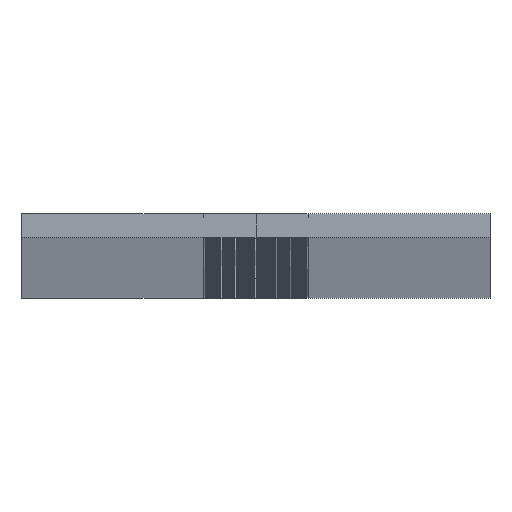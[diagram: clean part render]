
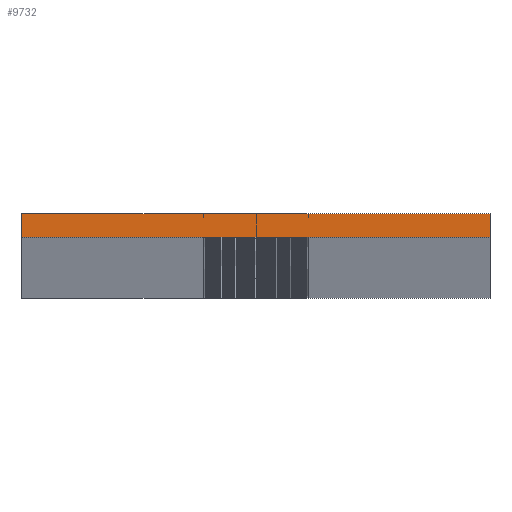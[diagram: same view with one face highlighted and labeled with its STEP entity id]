
A CAD part, top view. The second image highlights one B-rep face of the part: STEP entity #9732.
In plain terms, the highlighted planar face has unit normal (0, 0, 1).
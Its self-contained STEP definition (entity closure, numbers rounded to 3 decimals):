
#236 = DIRECTION ( 'NONE',  ( 0., 0., -1. ) ) ;
#287 = FACE_OUTER_BOUND ( 'NONE', #6481, .T. ) ;
#376 = EDGE_CURVE ( 'NONE', #6192, #7884, #4762, .T. ) ;
#958 = VERTEX_POINT ( 'NONE', #9583 ) ;
#1312 = DIRECTION ( 'NONE',  ( 0., 1., 0. ) ) ;
#1526 = CARTESIAN_POINT ( 'NONE',  ( -20., -2., 0. ) ) ;
#1626 = CARTESIAN_POINT ( 'NONE',  ( -20., 0., 0. ) ) ;
#2055 = VECTOR ( 'NONE', #7374, 1000. ) ;
#2083 = CARTESIAN_POINT ( 'NONE',  ( 20., 0., 0. ) ) ;
#2928 = EDGE_CURVE ( 'NONE', #7884, #7425, #3662, .T. ) ;
#3184 = ORIENTED_EDGE ( 'NONE', *, *, #2928, .F. ) ;
#3469 = VECTOR ( 'NONE', #4414, 1000. ) ;
#3607 = DIRECTION ( 'NONE',  ( -1., 0., 0. ) ) ;
#3662 = LINE ( 'NONE', #7658, #3469 ) ;
#3986 = ORIENTED_EDGE ( 'NONE', *, *, #376, .F. ) ;
#4189 = ORIENTED_EDGE ( 'NONE', *, *, #7958, .F. ) ;
#4414 = DIRECTION ( 'NONE',  ( 0., -1., 0. ) ) ;
#4762 = LINE ( 'NONE', #1626, #6258 ) ;
#5277 = EDGE_CURVE ( 'NONE', #958, #7425, #8966, .T. ) ;
#5434 = CARTESIAN_POINT ( 'NONE',  ( -20., 0., 0. ) ) ;
#6192 = VERTEX_POINT ( 'NONE', #5434 ) ;
#6258 = VECTOR ( 'NONE', #6546, 1000. ) ;
#6481 = EDGE_LOOP ( 'NONE', ( #10642, #3184, #3986, #4189 ) ) ;
#6546 = DIRECTION ( 'NONE',  ( 1., 0., 0. ) ) ;
#7112 = VECTOR ( 'NONE', #1312, 1000. ) ;
#7159 = CARTESIAN_POINT ( 'NONE',  ( -20., -2., 0. ) ) ;
#7374 = DIRECTION ( 'NONE',  ( 1., 0., 0. ) ) ;
#7425 = VERTEX_POINT ( 'NONE', #9382 ) ;
#7658 = CARTESIAN_POINT ( 'NONE',  ( 20., 0., 0. ) ) ;
#7660 = PLANE ( 'NONE',  #7961 ) ;
#7884 = VERTEX_POINT ( 'NONE', #2083 ) ;
#7958 = EDGE_CURVE ( 'NONE', #958, #6192, #10373, .T. ) ;
#7961 = AXIS2_PLACEMENT_3D ( 'NONE', #9140, #236, #3607 ) ;
#8966 = LINE ( 'NONE', #1526, #2055 ) ;
#9140 = CARTESIAN_POINT ( 'NONE',  ( 0., 0., 0. ) ) ;
#9382 = CARTESIAN_POINT ( 'NONE',  ( 20., -2., 0. ) ) ;
#9583 = CARTESIAN_POINT ( 'NONE',  ( -20., -2., 0. ) ) ;
#9732 = ADVANCED_FACE ( 'NONE', ( #287 ), #7660, .F. ) ;
#10373 = LINE ( 'NONE', #7159, #7112 ) ;
#10642 = ORIENTED_EDGE ( 'NONE', *, *, #5277, .T. ) ;
